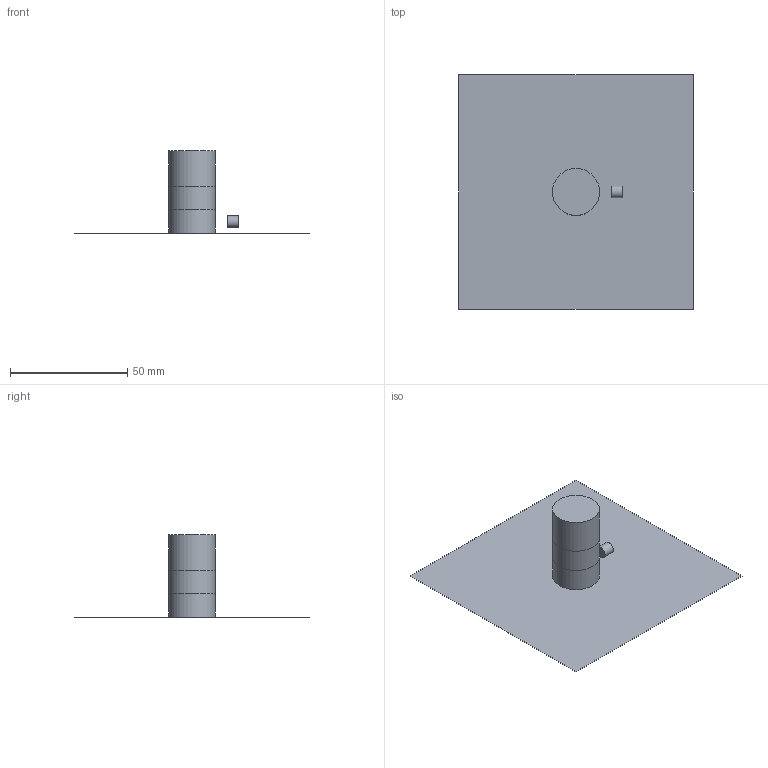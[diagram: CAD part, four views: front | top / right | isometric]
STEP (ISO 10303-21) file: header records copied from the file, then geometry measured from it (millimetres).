
FILE_DESCRIPTION(('STEP AP214'),'1');
FILE_NAME('daruma.stp','2023-01-25T13:32:15',(' '),(' '),'Spatial InterOp 3D',' ',' ');
FILE_SCHEMA(('AUTOMOTIVE_DESIGN { 1 0 10303 214 1 1 1 1 }'));
Length unit declared in the file: metre
Products named in the file (3): daruma; aaa; Ruled_Surface
Assembly tree (2 placements, depth 2):
  daruma
    aaa
    Ruled_Surface
Bounding box: 100 x 100 x 35 mm (x, y, z)
Volume: 11093.7 mm3; surface area: 14201.9 mm2
Topology: 4 solids, 5 shells, 13 faces, 16 edges, 12 vertices
Faces by surface type: plane 9, cylinder 4
Full cylindrical faces by diameter (mm): 5 x1, 20 x3
Entity records: 502 total; most frequent: DIRECTION 52, CARTESIAN_POINT 40, PRESENTATION_STYLE_ASSIGNMENT 30, COLOUR_RGB 30, STYLED_ITEM 25, AXIS2_PLACEMENT_3D 24, ORIENTED_EDGE 20, SURFACE_STYLE_USAGE 17
